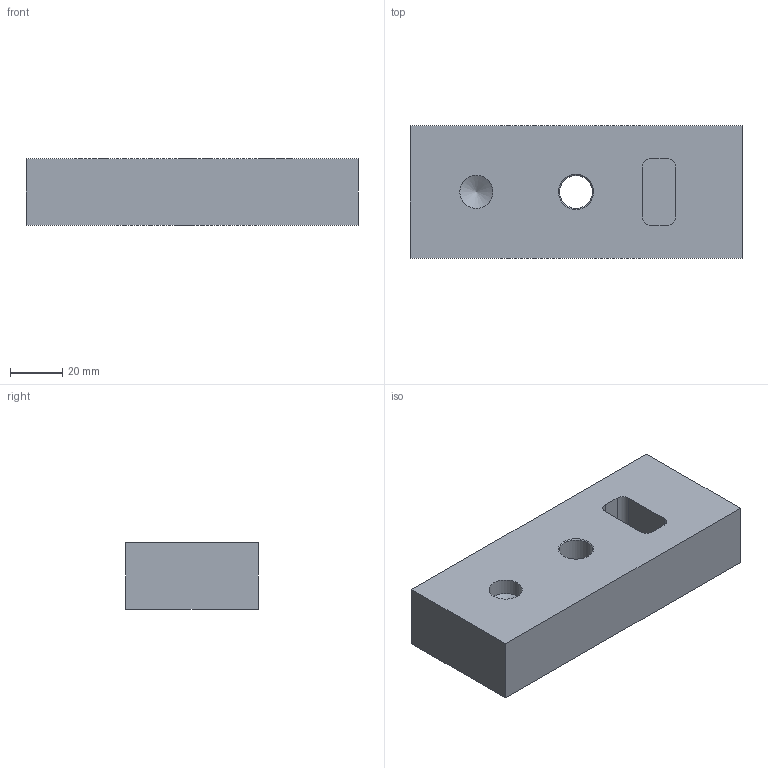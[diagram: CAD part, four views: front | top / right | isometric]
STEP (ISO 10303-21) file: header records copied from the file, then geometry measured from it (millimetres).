
FILE_DESCRIPTION(/* description */ (''),/* implementation_level */ '2;1');
FILE_NAME(/* name */ '7dcc2012-05dd-11ec-8f88-065da05e55cf.step',/* time_stamp */ '2021-08-25T19:49:03+00:00',/* author */ (''),/* organization */ (''),/* preprocessor_version */ 'ST-DEVELOPER v18.1',/* originating_system */ 'Autodesk Translation Framework v10.6.0.1341',/* authorisation */ '');
FILE_SCHEMA (('AUTOMOTIVE_DESIGN { 1 0 10303 214 3 1 1 }'));
Length unit declared in the file: centimetre
Products named in the file (1): temp_body
Bounding box: 127 x 50.8 x 25.4 mm (x, y, z)
Volume: 155697.5 mm3; surface area: 23859.4 mm2
Topology: 1 solids, 1 shells, 19 faces, 47 edges, 31 vertices
Faces by surface type: plane 11, cylinder 6, cone 2
Full cylindrical faces by diameter (mm): 12.7 x2
Entity records: 606 total; most frequent: DIRECTION 100, CARTESIAN_POINT 97, ORIENTED_EDGE 92, EDGE_CURVE 46, AXIS2_PLACEMENT_3D 34, LINE 32, VECTOR 32, VERTEX_POINT 31
